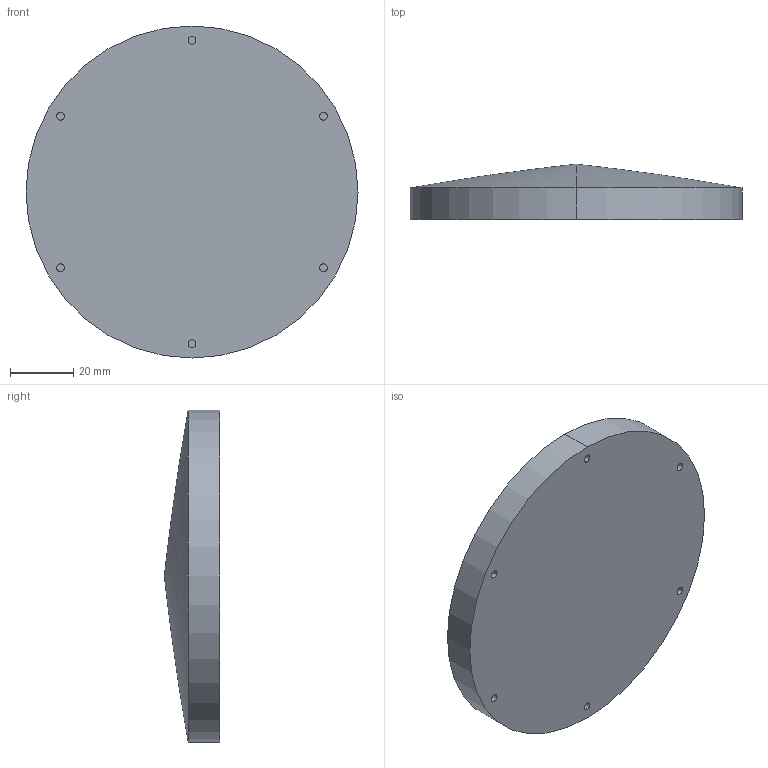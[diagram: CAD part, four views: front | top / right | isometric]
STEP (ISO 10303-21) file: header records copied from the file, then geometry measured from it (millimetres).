
FILE_DESCRIPTION((''),'2;1');
FILE_NAME('DECKEL_01','2025-04-02T13:00:50',('miche'),(''),'CREO PARAMETRIC BY PTC INC, 2024063','CREO PARAMETRIC BY PTC INC, 2024063','');
FILE_SCHEMA(('CONFIG_CONTROL_DESIGN'));
Length unit declared in the file: millimetre
Products named in the file (1): DECKEL_01
Bounding box: 105 x 17.52 x 105 mm (x, y, z)
Volume: 110742.1 mm3; surface area: 20916.2 mm2
Topology: 1 solids, 1 shells, 23 faces, 46 edges, 29 vertices
Faces by surface type: cylinder 14, plane 7, bspline 2
Entity records: 684 total; most frequent: CARTESIAN_POINT 150, DIRECTION 116, ORIENTED_EDGE 88, AXIS2_PLACEMENT_3D 51, EDGE_CURVE 44, CIRCLE 30, VERTEX_POINT 29, EDGE_LOOP 29
